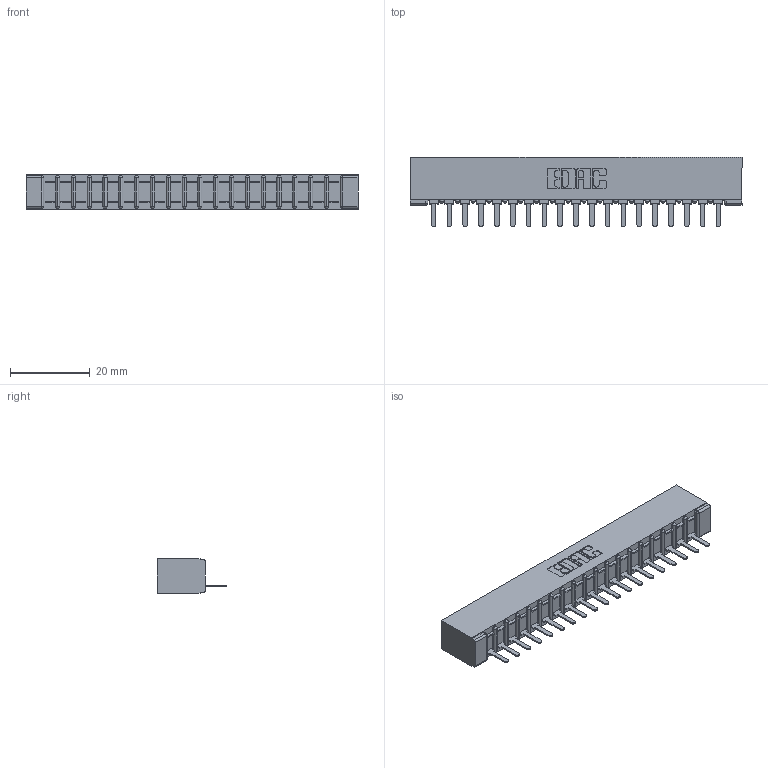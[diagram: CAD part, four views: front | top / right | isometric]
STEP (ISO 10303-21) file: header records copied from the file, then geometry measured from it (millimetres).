
FILE_DESCRIPTION (( 'STEP AP203' ), '1' );
FILE_NAME ('357-019-521-101.STEP', '2019-09-16T21:48:48', ( '' ), ( '' ), 'SwSTEP 2.0', 'SolidWorks 2016', '' );
FILE_SCHEMA (( 'CONFIG_CONTROL_DESIGN' ));
Length unit declared in the file: inch
Products named in the file (3): 307-290-002_521; 357-019-521-101; 307 Part_No Mounting Lugs
Assembly tree (20 placements, depth 2):
  357-019-521-101
    307 Part_No Mounting Lugs
    307-290-002_521  x19
Bounding box: 83.16 x 17.42 x 8.71 mm (x, y, z)
Volume: 5731.9 mm3; surface area: 10777.1 mm2
Topology: 20 solids, 20 shells, 1536 faces, 4707 edges, 3082 vertices
Faces by surface type: plane 921, cylinder 575, sphere 40
Entity records: 19564 total; most frequent: CARTESIAN_POINT 3296, ORIENTED_EDGE 3286, DIRECTION 3211, EDGE_CURVE 1643, VECTOR 1249, LINE 1249, VERTEX_POINT 1066, AXIS2_PLACEMENT_3D 981
